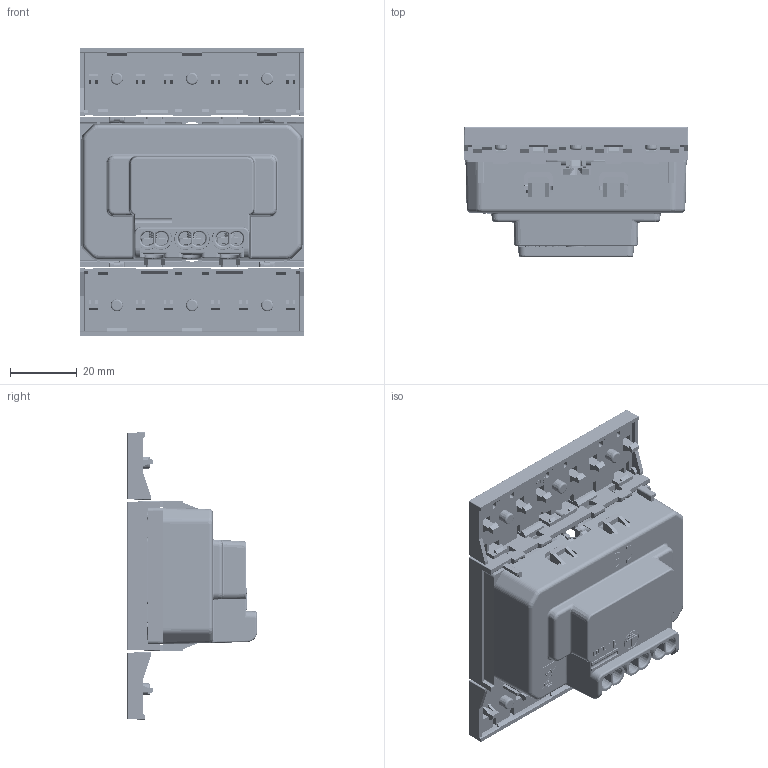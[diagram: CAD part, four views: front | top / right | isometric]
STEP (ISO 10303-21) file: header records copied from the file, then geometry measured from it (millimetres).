
FILE_DESCRIPTION (( 'STEP AP214' ), '1' );
FILE_NAME ('4BOX-P503-LNOW.STEP', '2024-08-28T02:00:04', ( '' ), ( '' ), 'SwSTEP 2.0', 'SolidWorks 2016', '' );
FILE_SCHEMA (( 'AUTOMOTIVE_DESIGN' ));
Length unit declared in the file: millimetre
Products named in the file (28): 悵誘藷郪璃-陔羲-2; LK42207042--2; M3.5X6-2; LF40311-ULN003; LF40311-UP009-5-13-2; 31285044--2; D801005049--2; BHDT008-2; BHDT084-2; LF40311-ULN-盓殤郪璃; LF40311-UP016-5-13-2; 拸U囀筐窒煦-5-14-1; LK42207043--2; BHP30084-2; LF40311-LN002-5-24; LF40311-ULN004-8-2; 4BOX-P503-LNOW; LK40207050-2; BHDP-2; 悵誘藷郪璃-陔羲-3; LF40311-UP008-5-13-2; 諾陑穩隊_2-2; LF40311-P042-2; LF40311-LN001-7-23; LF40311-UP046-2; BHDP021-2; BHDT009-2; 2.5豜肣穩隊--2
Assembly tree (39 placements, depth 4):
  4BOX-P503-LNOW
    拸U囀筐窒煦-5-14-1
      BHDP-2
        BHDT009-2
        BHDT008-2
        BHDT084-2  x2
        BHDP021-2
      悵誘藷郪璃-陔羲-2
        LF40311-UP009-5-13-2
        BHP30084-2
        LF40311-UP008-5-13-2
      悵誘藷郪璃-陔羲-3
        LF40311-UP009-5-13-2
        BHP30084-2
        LF40311-UP008-5-13-2
      31285044--2
      2.5豜肣穩隊--2
      D801005049--2
      M3.5X6-2  x3
      LK40207050-2  x3
      LF40311-P042-2  x2
      LK42207042--2
      LK42207043--2
      LF40311-UP016-5-13-2
      LF40311-UP046-2
      諾陑穩隊_2-2  x2
    LF40311-ULN-盓殤郪璃
      LF40311-ULN003  x2
      LF40311-ULN004-8-2  x2
    LF40311-LN002-5-24
    LF40311-LN001-7-23
Bounding box: 67.17 x 38.8 x 85.94 mm (x, y, z)
Volume: 42961.6 mm3; surface area: 74021.6 mm2
Topology: 32 solids, 38 shells, 6293 faces, 17553 edges, 11398 vertices
Faces by surface type: plane 3558, cylinder 1469, bspline 882, cone 238, torus 117, sphere 29
Entity records: 198390 total; most frequent: CARTESIAN_POINT 74951, ORIENTED_EDGE 27544, DIRECTION 21330, EDGE_CURVE 13774, VERTEX_POINT 8976, LINE 8940, VECTOR 8940, AXIS2_PLACEMENT_3D 6195
